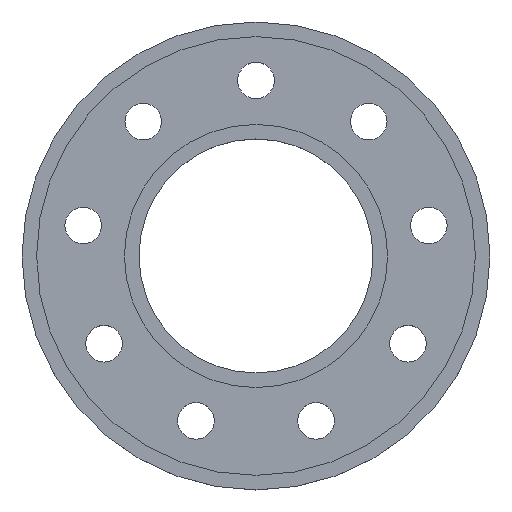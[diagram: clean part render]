
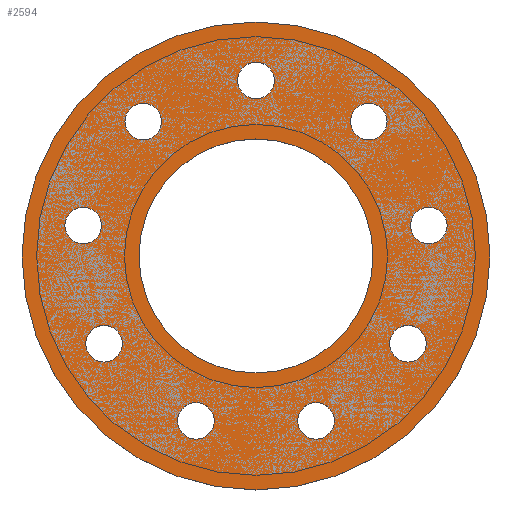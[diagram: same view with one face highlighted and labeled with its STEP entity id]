
A CAD part, top view. The second image highlights one B-rep face of the part: STEP entity #2594.
In plain terms, the highlighted planar face has unit normal (0, 0, 1).
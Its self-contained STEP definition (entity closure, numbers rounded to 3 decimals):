
#171=FACE_BOUND('',#585,.T.);
#172=FACE_BOUND('',#586,.T.);
#173=FACE_BOUND('',#587,.T.);
#174=FACE_BOUND('',#588,.T.);
#175=FACE_BOUND('',#589,.T.);
#176=FACE_BOUND('',#590,.T.);
#177=FACE_BOUND('',#591,.T.);
#178=FACE_BOUND('',#592,.T.);
#179=FACE_BOUND('',#593,.T.);
#180=FACE_BOUND('',#594,.T.);
#299=PLANE('',#2961);
#374=FACE_OUTER_BOUND('',#584,.T.);
#584=EDGE_LOOP('',(#2069));
#585=EDGE_LOOP('',(#2070));
#586=EDGE_LOOP('',(#2071));
#587=EDGE_LOOP('',(#2072));
#588=EDGE_LOOP('',(#2073));
#589=EDGE_LOOP('',(#2074));
#590=EDGE_LOOP('',(#2075));
#591=EDGE_LOOP('',(#2076));
#592=EDGE_LOOP('',(#2077));
#593=EDGE_LOOP('',(#2078));
#594=EDGE_LOOP('',(#2079));
#1079=CIRCLE('',#2929,3.969);
#1081=CIRCLE('',#2932,3.969);
#1083=CIRCLE('',#2935,3.969);
#1085=CIRCLE('',#2938,25.4);
#1087=CIRCLE('',#2941,3.969);
#1089=CIRCLE('',#2944,3.969);
#1091=CIRCLE('',#2947,3.969);
#1093=CIRCLE('',#2950,3.969);
#1095=CIRCLE('',#2953,3.969);
#1097=CIRCLE('',#2956,3.969);
#1099=CIRCLE('',#2959,50.8);
#1299=VERTEX_POINT('',#4284);
#1301=VERTEX_POINT('',#4290);
#1303=VERTEX_POINT('',#4296);
#1305=VERTEX_POINT('',#4302);
#1307=VERTEX_POINT('',#4308);
#1309=VERTEX_POINT('',#4314);
#1311=VERTEX_POINT('',#4320);
#1313=VERTEX_POINT('',#4326);
#1315=VERTEX_POINT('',#4332);
#1317=VERTEX_POINT('',#4338);
#1319=VERTEX_POINT('',#4344);
#1563=EDGE_CURVE('',#1299,#1299,#1079,.T.);
#1566=EDGE_CURVE('',#1301,#1301,#1081,.T.);
#1569=EDGE_CURVE('',#1303,#1303,#1083,.T.);
#1572=EDGE_CURVE('',#1305,#1305,#1085,.T.);
#1575=EDGE_CURVE('',#1307,#1307,#1087,.T.);
#1578=EDGE_CURVE('',#1309,#1309,#1089,.T.);
#1581=EDGE_CURVE('',#1311,#1311,#1091,.T.);
#1584=EDGE_CURVE('',#1313,#1313,#1093,.T.);
#1587=EDGE_CURVE('',#1315,#1315,#1095,.T.);
#1590=EDGE_CURVE('',#1317,#1317,#1097,.T.);
#1593=EDGE_CURVE('',#1319,#1319,#1099,.T.);
#2069=ORIENTED_EDGE('',*,*,#1593,.T.);
#2070=ORIENTED_EDGE('',*,*,#1590,.T.);
#2071=ORIENTED_EDGE('',*,*,#1587,.T.);
#2072=ORIENTED_EDGE('',*,*,#1584,.T.);
#2073=ORIENTED_EDGE('',*,*,#1581,.T.);
#2074=ORIENTED_EDGE('',*,*,#1578,.T.);
#2075=ORIENTED_EDGE('',*,*,#1575,.T.);
#2076=ORIENTED_EDGE('',*,*,#1572,.T.);
#2077=ORIENTED_EDGE('',*,*,#1569,.T.);
#2078=ORIENTED_EDGE('',*,*,#1566,.T.);
#2079=ORIENTED_EDGE('',*,*,#1563,.T.);
#2594=ADVANCED_FACE('',(#374,#171,#172,#173,#174,#175,#176,#177,#178,#179,
#180),#299,.T.);
#2929=AXIS2_PLACEMENT_3D('',#4285,#3491,#3492);
#2932=AXIS2_PLACEMENT_3D('',#4291,#3498,#3499);
#2935=AXIS2_PLACEMENT_3D('',#4297,#3505,#3506);
#2938=AXIS2_PLACEMENT_3D('',#4303,#3512,#3513);
#2941=AXIS2_PLACEMENT_3D('',#4309,#3519,#3520);
#2944=AXIS2_PLACEMENT_3D('',#4315,#3526,#3527);
#2947=AXIS2_PLACEMENT_3D('',#4321,#3533,#3534);
#2950=AXIS2_PLACEMENT_3D('',#4327,#3540,#3541);
#2953=AXIS2_PLACEMENT_3D('',#4333,#3547,#3548);
#2956=AXIS2_PLACEMENT_3D('',#4339,#3554,#3555);
#2959=AXIS2_PLACEMENT_3D('',#4345,#3561,#3562);
#2961=AXIS2_PLACEMENT_3D('',#4349,#3566,#3567);
#3491=DIRECTION('center_axis',(0.,0.,-1.));
#3492=DIRECTION('ref_axis',(1.,0.,0.));
#3498=DIRECTION('center_axis',(0.,0.,-1.));
#3499=DIRECTION('ref_axis',(1.,0.,0.));
#3505=DIRECTION('center_axis',(0.,0.,-1.));
#3506=DIRECTION('ref_axis',(1.,0.,0.));
#3512=DIRECTION('center_axis',(0.,0.,-1.));
#3513=DIRECTION('ref_axis',(1.,0.,0.));
#3519=DIRECTION('center_axis',(0.,0.,-1.));
#3520=DIRECTION('ref_axis',(1.,0.,0.));
#3526=DIRECTION('center_axis',(0.,0.,-1.));
#3527=DIRECTION('ref_axis',(1.,0.,0.));
#3533=DIRECTION('center_axis',(0.,0.,-1.));
#3534=DIRECTION('ref_axis',(1.,0.,0.));
#3540=DIRECTION('center_axis',(0.,0.,-1.));
#3541=DIRECTION('ref_axis',(1.,0.,0.));
#3547=DIRECTION('center_axis',(0.,0.,-1.));
#3548=DIRECTION('ref_axis',(1.,0.,0.));
#3554=DIRECTION('center_axis',(0.,0.,-1.));
#3555=DIRECTION('ref_axis',(1.,0.,0.));
#3561=DIRECTION('center_axis',(0.,0.,1.));
#3562=DIRECTION('ref_axis',(1.,0.,0.));
#3566=DIRECTION('center_axis',(0.,0.,1.));
#3567=DIRECTION('ref_axis',(1.,0.,0.));
#4284=CARTESIAN_POINT('',(-3.969,38.1,5.));
#4285=CARTESIAN_POINT('Origin',(0.,38.1,5.));
#4290=CARTESIAN_POINT('',(-17.,-35.802,5.));
#4291=CARTESIAN_POINT('Origin',(-13.031,-35.802,5.));
#4296=CARTESIAN_POINT('',(9.062,-35.802,5.));
#4297=CARTESIAN_POINT('Origin',(13.031,-35.802,5.));
#4302=CARTESIAN_POINT('',(-25.4,0.,5.));
#4303=CARTESIAN_POINT('Origin',(0.,0.,
5.));
#4308=CARTESIAN_POINT('',(-28.459,29.186,5.));
#4309=CARTESIAN_POINT('Origin',(-24.49,29.186,5.));
#4314=CARTESIAN_POINT('',(20.521,29.186,5.));
#4315=CARTESIAN_POINT('Origin',(24.49,29.186,5.));
#4320=CARTESIAN_POINT('',(33.552,6.616,5.));
#4321=CARTESIAN_POINT('Origin',(37.521,6.616,5.));
#4326=CARTESIAN_POINT('',(29.027,-19.05,5.));
#4327=CARTESIAN_POINT('Origin',(32.996,-19.05,5.));
#4332=CARTESIAN_POINT('',(-36.964,-19.05,5.));
#4333=CARTESIAN_POINT('Origin',(-32.996,-19.05,5.));
#4338=CARTESIAN_POINT('',(-41.49,6.616,5.));
#4339=CARTESIAN_POINT('Origin',(-37.521,6.616,5.));
#4344=CARTESIAN_POINT('',(-50.8,0.,5.));
#4345=CARTESIAN_POINT('Origin',(0.,0.,
5.));
#4349=CARTESIAN_POINT('Origin',(0.,0.,5.));
